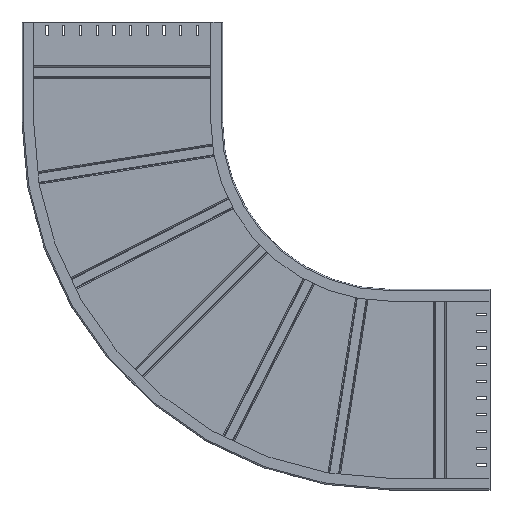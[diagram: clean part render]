
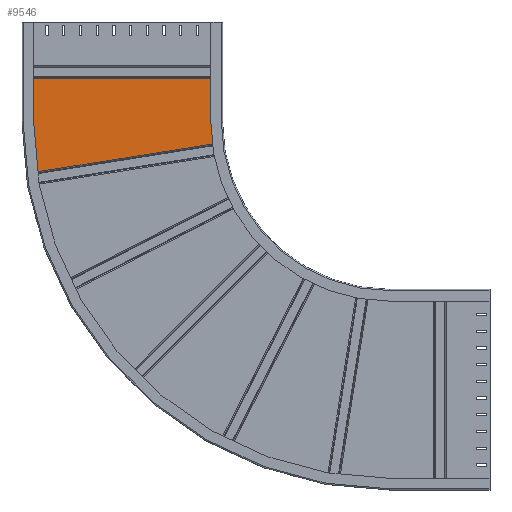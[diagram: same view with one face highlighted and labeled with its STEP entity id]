
A CAD part, front view. The second image highlights one B-rep face of the part: STEP entity #9546.
In plain terms, the highlighted planar face has unit normal (0, -1, 0).
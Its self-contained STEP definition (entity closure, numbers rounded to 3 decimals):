
#2310=CARTESIAN_POINT('',(800.,-1.5,-300.));
#2311=DIRECTION('',(0.,-1.,0.));
#2312=DIRECTION('',(-1.,0.,0.));
#2313=AXIS2_PLACEMENT_3D('',#2310,#2311,#2312);
#2315=DIRECTION('',(0.,0.,-1.));
#2316=VECTOR('',#2315,131.118);
#2317=CARTESIAN_POINT('',(-296.5,-1.5,-168.882));
#2318=LINE('',#2317,#2316);
#2319=DIRECTION('',(0.,0.,1.));
#2320=VECTOR('',#2319,131.118);
#2321=CARTESIAN_POINT('',(296.5,-1.5,-300.));
#2322=LINE('',#2321,#2320);
#2323=CARTESIAN_POINT('',(800.,-1.5,-300.));
#2324=DIRECTION('',(0.,1.,0.));
#2325=DIRECTION('',(-0.993,0.,-0.12));
#2326=AXIS2_PLACEMENT_3D('',#2323,#2324,#2325);
#2328=DIRECTION('',(0.988,0.,0.156));
#2329=VECTOR('',#2328,593.186);
#2330=CARTESIAN_POINT('',(-285.757,-1.5,-453.112));
#2331=LINE('',#2330,#2329);
#2378=DIRECTION('',(1.,0.,0.));
#2379=VECTOR('',#2378,593.);
#2380=CARTESIAN_POINT('',(-296.5,-1.5,-168.882));
#2381=LINE('',#2380,#2379);
#4335=CARTESIAN_POINT('',(-296.5,-1.5,-300.));
#4336=CARTESIAN_POINT('',(-285.757,-1.5,-453.112));
#4337=VERTEX_POINT('',#4335);
#4338=VERTEX_POINT('',#4336);
#4339=CARTESIAN_POINT('',(300.126,-1.5,-360.318));
#4340=VERTEX_POINT('',#4339);
#4341=CARTESIAN_POINT('',(296.5,-1.5,-300.));
#4342=VERTEX_POINT('',#4341);
#4343=CARTESIAN_POINT('',(296.5,-1.5,-168.882));
#4344=VERTEX_POINT('',#4343);
#4345=CARTESIAN_POINT('',(-296.5,-1.5,-168.882));
#4346=VERTEX_POINT('',#4345);
#9529=CARTESIAN_POINT('',(296.5,-1.5,-146.199));
#9530=DIRECTION('',(0.,1.,0.));
#9531=DIRECTION('',(0.,0.,1.));
#9532=AXIS2_PLACEMENT_3D('',#9529,#9530,#9531);
#9533=PLANE('',#9532);
#9535=ORIENTED_EDGE('',*,*,#9534,.F.);
#9537=ORIENTED_EDGE('',*,*,#9536,.F.);
#9539=ORIENTED_EDGE('',*,*,#9538,.T.);
#9541=ORIENTED_EDGE('',*,*,#9540,.F.);
#9542=ORIENTED_EDGE('',*,*,#9433,.F.);
#9543=ORIENTED_EDGE('',*,*,#9519,.F.);
#9544=EDGE_LOOP('',(#9535,#9537,#9539,#9541,#9542,#9543));
#9545=FACE_OUTER_BOUND('',#9544,.F.);
#9546=ADVANCED_FACE('',(#9545),#9533,.F.);
#2314=CIRCLE('',#2313,1096.5);
#2327=CIRCLE('',#2326,503.5);
#9433=EDGE_CURVE('',#4340,#4342,#2327,.T.);
#9519=EDGE_CURVE('',#4338,#4340,#2331,.T.);
#9534=EDGE_CURVE('',#4337,#4338,#2314,.T.);
#9536=EDGE_CURVE('',#4346,#4337,#2318,.T.);
#9538=EDGE_CURVE('',#4346,#4344,#2381,.T.);
#9540=EDGE_CURVE('',#4342,#4344,#2322,.T.);
